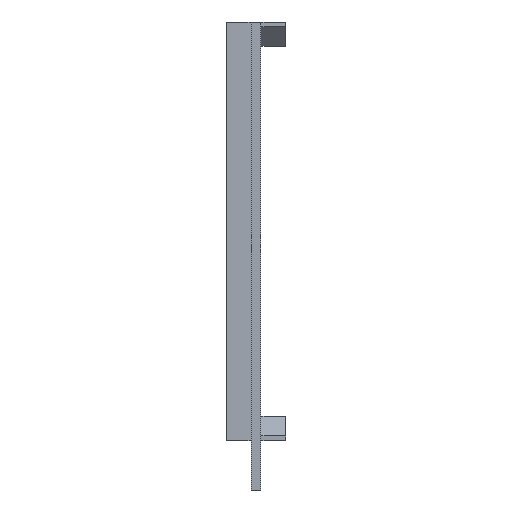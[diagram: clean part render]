
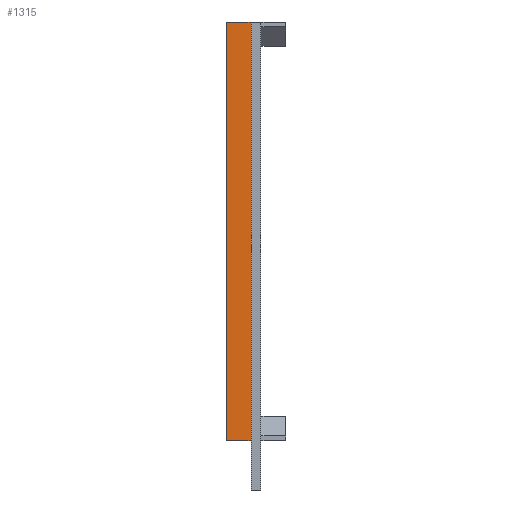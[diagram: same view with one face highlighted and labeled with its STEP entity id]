
A CAD part, left-side view. The second image highlights one B-rep face of the part: STEP entity #1315.
In plain terms, the highlighted planar face has unit normal (-1, 0, 0).
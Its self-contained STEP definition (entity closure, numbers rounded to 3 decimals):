
#169=FACE_OUTER_BOUND('',#234,.T.);
#234=EDGE_LOOP('',(#1015,#1016,#1017,#1018));
#401=LINE('',#2009,#533);
#402=LINE('',#2011,#534);
#403=LINE('',#2013,#535);
#404=LINE('',#2014,#536);
#533=VECTOR('',#1624,10.);
#534=VECTOR('',#1625,10.);
#535=VECTOR('',#1626,10.);
#536=VECTOR('',#1627,10.);
#639=VERTEX_POINT('',#2007);
#640=VERTEX_POINT('',#2008);
#641=VERTEX_POINT('',#2010);
#642=VERTEX_POINT('',#2012);
#785=EDGE_CURVE('',#639,#640,#401,.T.);
#786=EDGE_CURVE('',#639,#641,#402,.T.);
#787=EDGE_CURVE('',#642,#641,#403,.T.);
#788=EDGE_CURVE('',#640,#642,#404,.T.);
#1015=ORIENTED_EDGE('',*,*,#785,.F.);
#1016=ORIENTED_EDGE('',*,*,#786,.T.);
#1017=ORIENTED_EDGE('',*,*,#787,.F.);
#1018=ORIENTED_EDGE('',*,*,#788,.F.);
#1274=PLANE('',#1394);
#1315=ADVANCED_FACE('',(#169),#1274,.T.);
#1394=AXIS2_PLACEMENT_3D('',#2006,#1622,#1623);
#1622=DIRECTION('center_axis',(-1.,0.,0.));
#1623=DIRECTION('ref_axis',(0.,0.,1.));
#1624=DIRECTION('',(0.,0.,-1.));
#1625=DIRECTION('',(0.,1.,0.));
#1626=DIRECTION('',(0.,0.,1.));
#1627=DIRECTION('',(0.,1.,0.));
#2006=CARTESIAN_POINT('Origin',(-37.1,1.,-18.75));
#2007=CARTESIAN_POINT('',(-37.1,1.,23.75));
#2008=CARTESIAN_POINT('',(-37.1,1.,-18.75));
#2009=CARTESIAN_POINT('',(-37.1,1.,-9.375));
#2010=CARTESIAN_POINT('',(-37.1,3.5,23.75));
#2011=CARTESIAN_POINT('',(-37.1,1.,23.75));
#2012=CARTESIAN_POINT('',(-37.1,3.5,-18.75));
#2013=CARTESIAN_POINT('',(-37.1,3.5,23.75));
#2014=CARTESIAN_POINT('',(-37.1,1.,-18.75));
